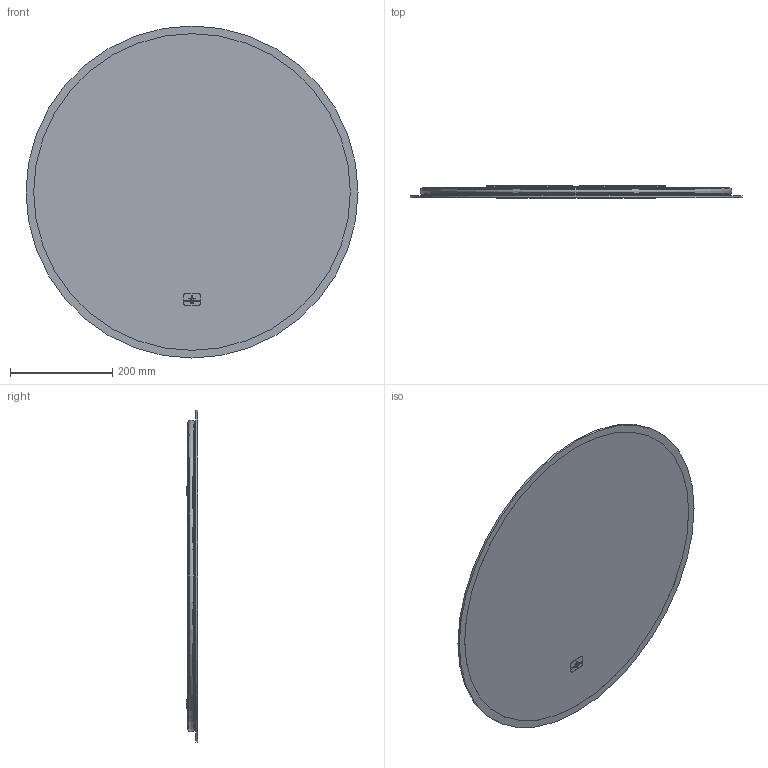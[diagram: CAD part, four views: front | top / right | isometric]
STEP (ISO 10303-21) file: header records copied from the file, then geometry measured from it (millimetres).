
FILE_DESCRIPTION(/* description */ (''),/* implementation_level */ '2;1');
FILE_NAME(/* name */ 'A4846500.stp',/* time_stamp */ '2025-01-16T13:06:05+01:00',/* author */ ('MeyerT'),/* organization */ (''),/* preprocessor_version */ 'ST-DEVELOPER v18.1',/* originating_system */ 'Autodesk Inventor 2021',/* authorisation */ '');
FILE_SCHEMA (('AUTOMOTIVE_DESIGN { 1 0 10303 214 3 1 1 }'));
Products named in the file (1): A4846500
Bounding box: 650 x 22.8 x 650 mm (x, y, z)
Volume: 1653686.2 mm3; surface area: 1251507.3 mm2
Topology: 32 solids, 34 shells, 2049 faces, 5860 edges, 3910 vertices
Faces by surface type: plane 1106, cylinder 748, torus 185, bspline 10
Full cylindrical faces by diameter (mm): 0.488 x2, 6.2 x2, 600 x1, 601.6 x1, 601.8 x1, 602.2 x2, 603 x2, 605 x2, 620 x2, 650 x1
Entity records: 72424 total; most frequent: CARTESIAN_POINT 18450, ORIENTED_EDGE 11720, DIRECTION 10941, EDGE_CURVE 5860, VERTEX_POINT 3910, AXIS2_PLACEMENT_3D 3761, LINE 3419, VECTOR 3419
